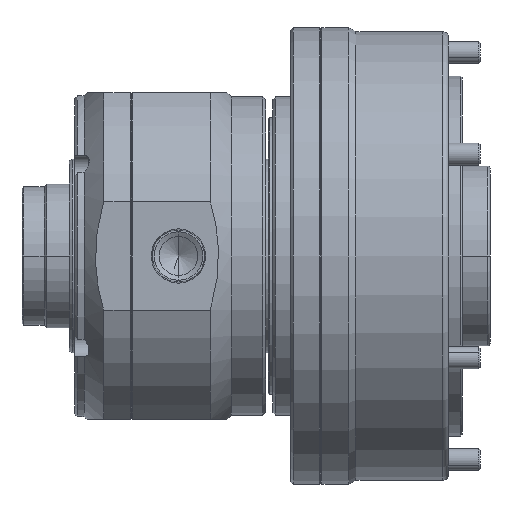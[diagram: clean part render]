
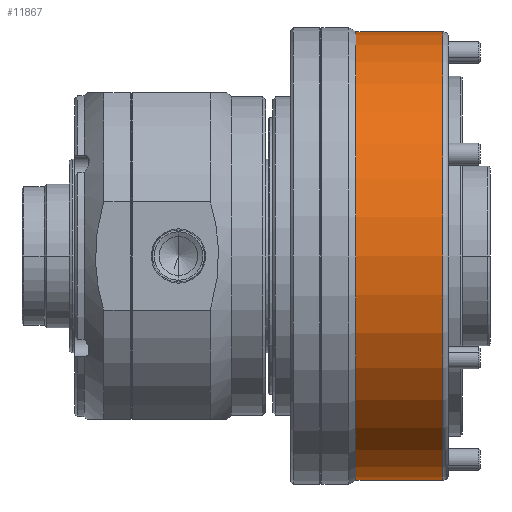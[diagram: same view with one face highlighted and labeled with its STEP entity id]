
A CAD part, front view. The second image highlights one B-rep face of the part: STEP entity #11867.
In plain terms, the highlighted cylindrical face has radius 81 mm (diameter 162 mm), a partial arc.
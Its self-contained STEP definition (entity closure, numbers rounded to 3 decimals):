
#513 = VECTOR ( 'NONE', #1746, 1000. ) ;
#518 = VECTOR ( 'NONE', #1750, 1000. ) ;
#562 = CIRCLE ( 'NONE', #565, 81. ) ;
#564 = CIRCLE ( 'NONE', #567, 81. ) ;
#565 = AXIS2_PLACEMENT_3D ( 'NONE', #1821, #1822, #1823 ) ;
#567 = AXIS2_PLACEMENT_3D ( 'NONE', #1824, #1825, #1826 ) ;
#1736 = LINE ( 'NONE', #1745, #513 ) ;
#1745 = CARTESIAN_POINT ( 'NONE',  ( 107.366, 0., 81. ) ) ;
#1746 = DIRECTION ( 'NONE',  ( 1., 0., 0. ) ) ;
#1747 = LINE ( 'NONE', #1749, #518 ) ;
#1749 = CARTESIAN_POINT ( 'NONE',  ( 107.366, 0., -81. ) ) ;
#1750 = DIRECTION ( 'NONE',  ( 1., 0., 0. ) ) ;
#1821 = CARTESIAN_POINT ( 'NONE',  ( 12.598, 0., 0. ) ) ;
#1822 = DIRECTION ( 'NONE',  ( 1., 0., 0. ) ) ;
#1823 = DIRECTION ( 'NONE',  ( 0., 0., -1. ) ) ;
#1824 = CARTESIAN_POINT ( 'NONE',  ( 44., 0., 0. ) ) ;
#1825 = DIRECTION ( 'NONE',  ( -1., 0., 0. ) ) ;
#1826 = DIRECTION ( 'NONE',  ( 0., 0., -1. ) ) ;
#3790 = EDGE_CURVE ( 'NONE', #4625, #4610, #1736, .T. ) ;
#3791 = EDGE_CURVE ( 'NONE', #4619, #4613, #1747, .T. ) ;
#3816 = EDGE_CURVE ( 'NONE', #4625, #4619, #562, .T. ) ;
#3817 = EDGE_CURVE ( 'NONE', #4613, #4610, #564, .T. ) ;
#4610 = VERTEX_POINT ( 'NONE', #12958 ) ;
#4613 = VERTEX_POINT ( 'NONE', #12961 ) ;
#4619 = VERTEX_POINT ( 'NONE', #12967 ) ;
#4625 = VERTEX_POINT ( 'NONE', #12973 ) ;
#4675 = EDGE_LOOP ( 'NONE', ( #7323, #7324, #7325, #7326 ) ) ;
#7323 = ORIENTED_EDGE ( 'NONE', *, *, #3790, .F. ) ;
#7324 = ORIENTED_EDGE ( 'NONE', *, *, #3816, .T. ) ;
#7325 = ORIENTED_EDGE ( 'NONE', *, *, #3791, .T. ) ;
#7326 = ORIENTED_EDGE ( 'NONE', *, *, #3817, .T. ) ;
#11867 = ADVANCED_FACE ( 'NONE', ( #16368 ), #16370, .T. ) ;
#12958 = CARTESIAN_POINT ( 'NONE',  ( 44., 0., 81. ) ) ;
#12961 = CARTESIAN_POINT ( 'NONE',  ( 44., 0., -81. ) ) ;
#12967 = CARTESIAN_POINT ( 'NONE',  ( 12.598, 0., -81. ) ) ;
#12973 = CARTESIAN_POINT ( 'NONE',  ( 12.598, 0., 81. ) ) ;
#15178 = AXIS2_PLACEMENT_3D ( 'NONE', #16369, #16363, #16371 ) ;
#16363 = DIRECTION ( 'NONE',  ( 1., 0., 0. ) ) ;
#16368 = FACE_OUTER_BOUND ( 'NONE', #4675, .T. ) ;
#16369 = CARTESIAN_POINT ( 'NONE',  ( 107.366, 0., 0. ) ) ;
#16370 = CYLINDRICAL_SURFACE ( 'NONE', #15178, 81. ) ;
#16371 = DIRECTION ( 'NONE',  ( 0., 0., -1. ) ) ;
